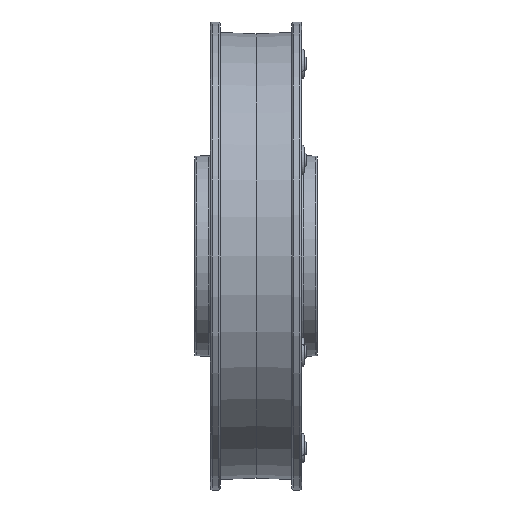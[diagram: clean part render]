
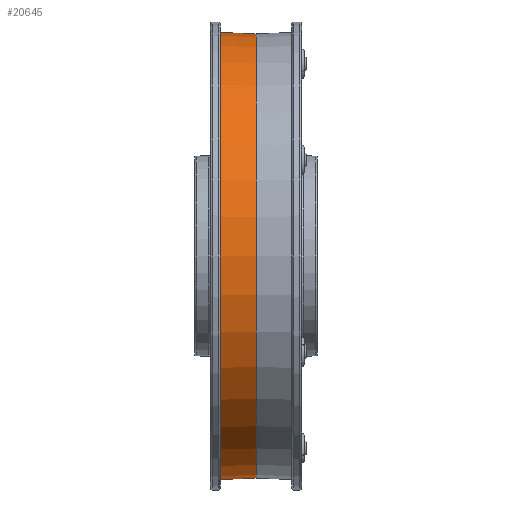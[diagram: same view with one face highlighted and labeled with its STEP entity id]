
A CAD part, front view. The second image highlights one B-rep face of the part: STEP entity #20645.
In plain terms, the highlighted conical face has half-angle 2 degrees and reference radius 71.12 mm.
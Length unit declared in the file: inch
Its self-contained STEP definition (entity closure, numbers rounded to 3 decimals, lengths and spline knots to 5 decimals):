
#270 = CONICAL_SURFACE ( 'NONE', #19768, 2.8, 0.035 ) ;
#275 = AXIS2_PLACEMENT_3D ( 'NONE', #2299, #17555, #2532 ) ;
#846 = VERTEX_POINT ( 'NONE', #19217 ) ;
#1950 = ORIENTED_EDGE ( 'NONE', *, *, #18075, .F. ) ;
#2299 = CARTESIAN_POINT ( 'NONE',  ( 0.29, 0., 0. ) ) ;
#2333 = CARTESIAN_POINT ( 'NONE',  ( 0.27, 0., 0. ) ) ;
#2532 = DIRECTION ( 'NONE',  ( 0., 0., 1. ) ) ;
#2593 = CIRCLE ( 'NONE', #9999, 2.78254 ) ;
#2760 = EDGE_CURVE ( 'NONE', #18393, #17339, #5593, .T. ) ;
#3747 = EDGE_LOOP ( 'NONE', ( #1950, #6678, #12258, #7696 ) ) ;
#4289 = DIRECTION ( 'NONE',  ( -1., 0., 0. ) ) ;
#4338 = EDGE_CURVE ( 'NONE', #18598, #846, #7964, .T. ) ;
#5593 = LINE ( 'NONE', #7541, #8471 ) ;
#6678 = ORIENTED_EDGE ( 'NONE', *, *, #2760, .T. ) ;
#7541 = CARTESIAN_POINT ( 'NONE',  ( 0.27, 0., 2.8 ) ) ;
#7696 = ORIENTED_EDGE ( 'NONE', *, *, #4338, .F. ) ;
#7828 = FACE_OUTER_BOUND ( 'NONE', #3747, .T. ) ;
#7836 = VECTOR ( 'NONE', #21032, 39.37008 ) ;
#7964 = LINE ( 'NONE', #8228, #7836 ) ;
#8228 = CARTESIAN_POINT ( 'NONE',  ( 0.27, 0., -2.8 ) ) ;
#8304 = DIRECTION ( 'NONE',  ( 0., 0., -1. ) ) ;
#8379 = DIRECTION ( 'NONE',  ( -0.999, 0., 0.035 ) ) ;
#8471 = VECTOR ( 'NONE', #8379, 39.37008 ) ;
#9999 = AXIS2_PLACEMENT_3D ( 'NONE', #15506, #18918, #8304 ) ;
#12258 = ORIENTED_EDGE ( 'NONE', *, *, #23879, .F. ) ;
#12353 = CIRCLE ( 'NONE', #275, 2.7993 ) ;
#13202 = CARTESIAN_POINT ( 'NONE',  ( 0.29, 0., 2.7993 ) ) ;
#15506 = CARTESIAN_POINT ( 'NONE',  ( 0.77, 0., 0. ) ) ;
#17339 = VERTEX_POINT ( 'NONE', #13202 ) ;
#17555 = DIRECTION ( 'NONE',  ( -1., 0., 0. ) ) ;
#18075 = EDGE_CURVE ( 'NONE', #18393, #18598, #2593, .T. ) ;
#18393 = VERTEX_POINT ( 'NONE', #24160 ) ;
#18598 = VERTEX_POINT ( 'NONE', #22037 ) ;
#18918 = DIRECTION ( 'NONE',  ( 1., 0., 0. ) ) ;
#19217 = CARTESIAN_POINT ( 'NONE',  ( 0.29, 0., -2.7993 ) ) ;
#19768 = AXIS2_PLACEMENT_3D ( 'NONE', #2333, #4289, #20866 ) ;
#20645 = ADVANCED_FACE ( 'NONE', ( #7828 ), #270, .T. ) ;
#20866 = DIRECTION ( 'NONE',  ( 0., 0., -1. ) ) ;
#21032 = DIRECTION ( 'NONE',  ( -0.999, 0., -0.035 ) ) ;
#22037 = CARTESIAN_POINT ( 'NONE',  ( 0.77, 0., -2.78254 ) ) ;
#23879 = EDGE_CURVE ( 'NONE', #846, #17339, #12353, .T. ) ;
#24160 = CARTESIAN_POINT ( 'NONE',  ( 0.77, 0., 2.78254 ) ) ;
